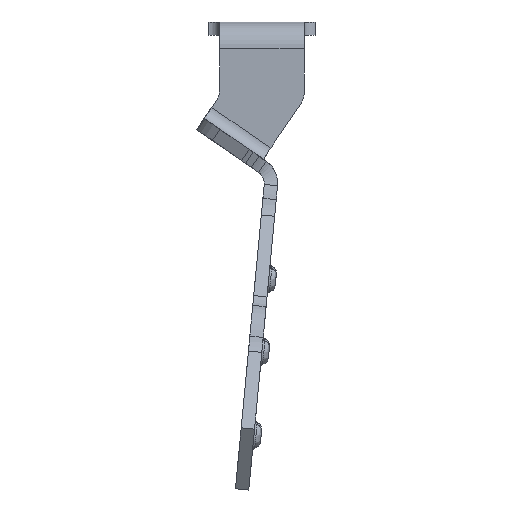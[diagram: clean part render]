
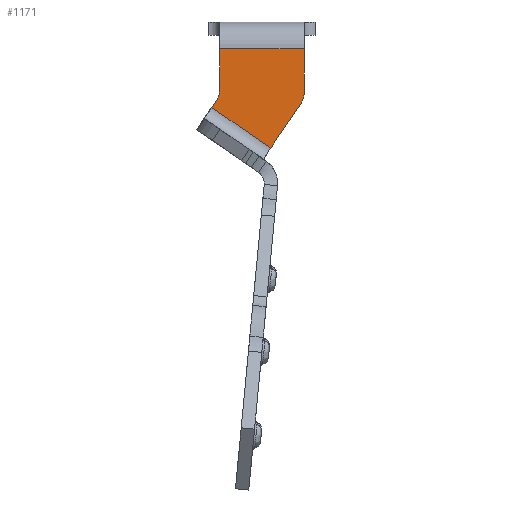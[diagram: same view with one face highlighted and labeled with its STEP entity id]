
A CAD part, left-side view. The second image highlights one B-rep face of the part: STEP entity #1171.
In plain terms, the highlighted planar face has unit normal (-1, 0, 0).
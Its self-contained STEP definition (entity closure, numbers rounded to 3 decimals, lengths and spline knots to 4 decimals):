
#1171 = ADVANCED_FACE ( 'NONE', ( #28633 ), #45123, .T. ) ;
#2766 = EDGE_CURVE ( 'NONE', #43037, #23515, #12205, .T. ) ;
#2891 = EDGE_CURVE ( 'NONE', #12765, #43037, #12303, .T. ) ;
#2981 = EDGE_CURVE ( 'NONE', #43092, #12765, #12343, .T. ) ;
#4592 = ORIENTED_EDGE ( 'NONE', *, *, #2981, .T. ) ;
#4601 = ORIENTED_EDGE ( 'NONE', *, *, #4828, .T. ) ;
#4638 = ORIENTED_EDGE ( 'NONE', *, *, #4821, .T. ) ;
#4673 = ORIENTED_EDGE ( 'NONE', *, *, #4825, .T. ) ;
#4675 = ORIENTED_EDGE ( 'NONE', *, *, #4826, .T. ) ;
#4688 = ORIENTED_EDGE ( 'NONE', *, *, #2891, .T. ) ;
#4689 = ORIENTED_EDGE ( 'NONE', *, *, #2766, .T. ) ;
#4690 = ORIENTED_EDGE ( 'NONE', *, *, #4820, .T. ) ;
#4820 = EDGE_CURVE ( 'NONE', #30564, #30471, #32373, .T. ) ;
#4821 = EDGE_CURVE ( 'NONE', #30392, #43092, #32377, .T. ) ;
#4825 = EDGE_CURVE ( 'NONE', #30471, #30392, #32381, .T. ) ;
#4826 = EDGE_CURVE ( 'NONE', #23515, #30470, #32384, .T. ) ;
#4828 = EDGE_CURVE ( 'NONE', #30470, #30564, #32385, .T. ) ;
#12205 = LINE ( 'NONE', #13023, #12229 ) ;
#12229 = VECTOR ( 'NONE', #13039, 39.3701 ) ;
#12303 = LINE ( 'NONE', #13310, #12308 ) ;
#12308 = VECTOR ( 'NONE', #13312, 39.3701 ) ;
#12343 = LINE ( 'NONE', #29319, #12359 ) ;
#12359 = VECTOR ( 'NONE', #29322, 39.3701 ) ;
#12765 = VERTEX_POINT ( 'NONE', #35739 ) ;
#13023 = CARTESIAN_POINT ( 'NONE',  ( -3.0373, -0.3734, -1.5812 ) ) ;
#13039 = DIRECTION ( 'NONE',  ( 0., -0.561, 0.827 ) ) ;
#13310 = CARTESIAN_POINT ( 'NONE',  ( -3.0373, 0.4539, -1.0105 ) ) ;
#13312 = DIRECTION ( 'NONE',  ( 0., -0.823, -0.568 ) ) ;
#23515 = VERTEX_POINT ( 'NONE', #36185 ) ;
#26224 = EDGE_LOOP ( 'NONE', ( #4688, #4689, #4675, #4601, #4690, #4673, #4638, #4592 ) ) ;
#27377 = AXIS2_PLACEMENT_3D ( 'NONE', #45122, #45125, #45126 ) ;
#28633 = FACE_OUTER_BOUND ( 'NONE', #26224, .T. ) ;
#29319 = CARTESIAN_POINT ( 'NONE',  ( -3.0373, 0.3869, -0.9118 ) ) ;
#29322 = DIRECTION ( 'NONE',  ( 0., 0.561, -0.827 ) ) ;
#29824 = AXIS2_PLACEMENT_3D ( 'NONE', #31835, #31851, #31852 ) ;
#29829 = AXIS2_PLACEMENT_3D ( 'NONE', #31853, #31863, #31864 ) ;
#30392 = VERTEX_POINT ( 'NONE', #40933 ) ;
#30470 = VERTEX_POINT ( 'NONE', #40975 ) ;
#30471 = VERTEX_POINT ( 'NONE', #40985 ) ;
#30564 = VERTEX_POINT ( 'NONE', #41075 ) ;
#31835 = CARTESIAN_POINT ( 'NONE',  ( -3.0373, 0.5938, -0.7714 ) ) ;
#31849 = CARTESIAN_POINT ( 'NONE',  ( -3.0373, -0.25, -0.1875 ) ) ;
#31850 = DIRECTION ( 'NONE',  ( 0., 1., 0. ) ) ;
#31851 = DIRECTION ( 'NONE',  ( 1., 0., 0. ) ) ;
#31852 = DIRECTION ( 'NONE',  ( 0., 0., -1. ) ) ;
#31853 = CARTESIAN_POINT ( 'NONE',  ( -3.0373, -0.5937, -0.8112 ) ) ;
#31861 = CARTESIAN_POINT ( 'NONE',  ( -3.0373, 0.3438, -0.292 ) ) ;
#31862 = DIRECTION ( 'NONE',  ( 0., 0., -1. ) ) ;
#31863 = DIRECTION ( 'NONE',  ( -1., 0., 0. ) ) ;
#31864 = DIRECTION ( 'NONE',  ( 0., 0., -1. ) ) ;
#31867 = CARTESIAN_POINT ( 'NONE',  ( -3.0373, -0.8437, -0.3119 ) ) ;
#31868 = DIRECTION ( 'NONE',  ( 0., 0., 1. ) ) ;
#32373 = LINE ( 'NONE', #31849, #32374 ) ;
#32374 = VECTOR ( 'NONE', #31850, 39.3701 ) ;
#32377 = CIRCLE ( 'NONE', #29824, 0.25 ) ;
#32381 = LINE ( 'NONE', #31861, #32382 ) ;
#32382 = VECTOR ( 'NONE', #31862, 39.3701 ) ;
#32384 = CIRCLE ( 'NONE', #29829, 0.25 ) ;
#32385 = LINE ( 'NONE', #31867, #32386 ) ;
#32386 = VECTOR ( 'NONE', #31868, 39.3701 ) ;
#35739 = CARTESIAN_POINT ( 'NONE',  ( -3.0373, 0.4539, -1.0105 ) ) ;
#36185 = CARTESIAN_POINT ( 'NONE',  ( -3.0373, -0.8006, -0.9516 ) ) ;
#40933 = CARTESIAN_POINT ( 'NONE',  ( -3.0373, 0.3438, -0.7714 ) ) ;
#40975 = CARTESIAN_POINT ( 'NONE',  ( -3.0373, -0.8437, -0.8112 ) ) ;
#40985 = CARTESIAN_POINT ( 'NONE',  ( -3.0373, 0.3438, -0.1875 ) ) ;
#41075 = CARTESIAN_POINT ( 'NONE',  ( -3.0373, -0.8437, -0.1875 ) ) ;
#41517 = CARTESIAN_POINT ( 'NONE',  ( -3.0373, -0.3734, -1.5812 ) ) ;
#41572 = CARTESIAN_POINT ( 'NONE',  ( -3.0373, 0.3869, -0.9118 ) ) ;
#43037 = VERTEX_POINT ( 'NONE', #41517 ) ;
#43092 = VERTEX_POINT ( 'NONE', #41572 ) ;
#45122 = CARTESIAN_POINT ( 'NONE',  ( -3.0373, 0.4616, -1.5895 ) ) ;
#45123 = PLANE ( 'NONE',  #27377 ) ;
#45125 = DIRECTION ( 'NONE',  ( -1., 0., 0. ) ) ;
#45126 = DIRECTION ( 'NONE',  ( 0., -1., 0. ) ) ;
